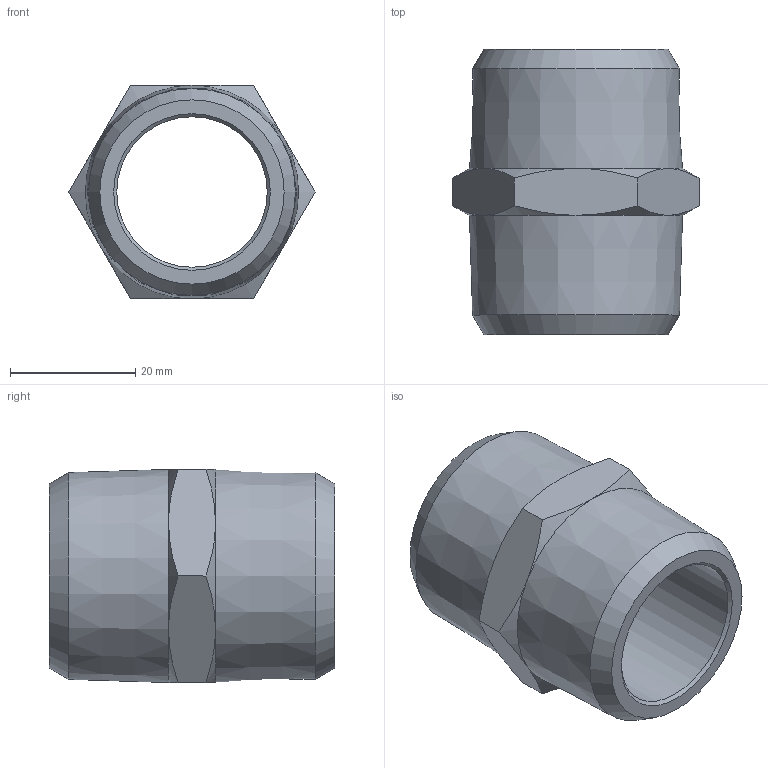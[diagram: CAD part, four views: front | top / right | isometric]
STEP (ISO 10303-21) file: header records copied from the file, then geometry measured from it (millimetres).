
FILE_DESCRIPTION(( 'RA.12.01.01.STEP' ), '1');
FILE_NAME( 'RA.12.01.01.STEP', '2018-10-05T16:03:21',( 'Sopra'),('sopra-pneumatic.com'), 'SwSTEP 2.0','SolidWorks 2009','' );
FILE_SCHEMA (( 'AUTOMOTIVE_DESIGN' ));
Length unit declared in the file: millimetre
Products named in the file (1): 0200000010900A
Bounding box: 39.26 x 45.5 x 34 mm (x, y, z)
Volume: 19586.4 mm3; surface area: 8866.7 mm2
Topology: 1 solids, 1 shells, 29 faces, 61 edges, 36 vertices
Faces by surface type: cone 18, plane 10, cylinder 1
Full cylindrical faces by diameter (mm): 24 x1
Entity records: 822 total; most frequent: CARTESIAN_POINT 236, DIRECTION 110, ORIENTED_EDGE 104, EDGE_CURVE 52, AXIS2_PLACEMENT_3D 52, EDGE_LOOP 40, VERTEX_POINT 34, FACE_OUTER_BOUND 30
